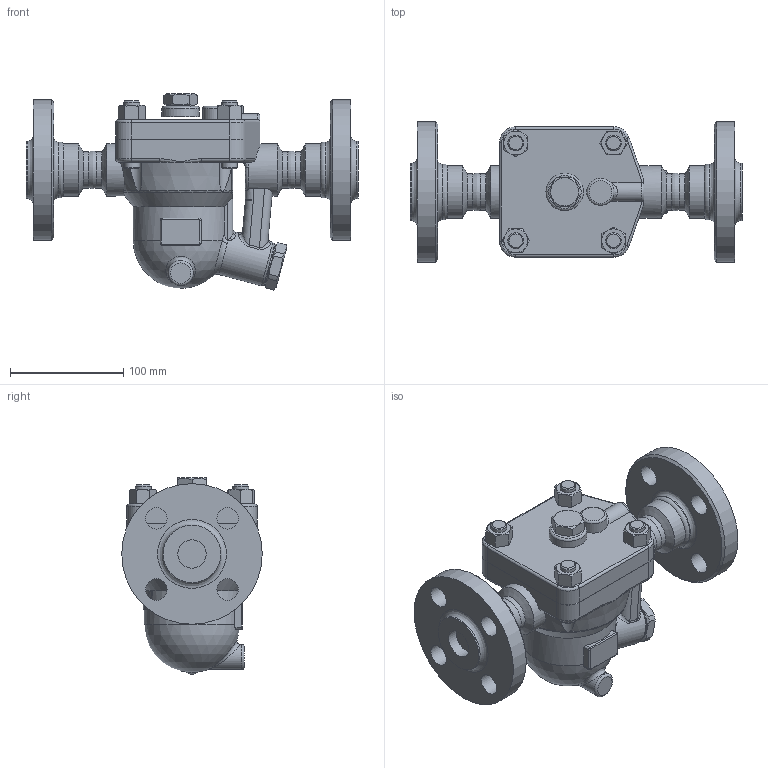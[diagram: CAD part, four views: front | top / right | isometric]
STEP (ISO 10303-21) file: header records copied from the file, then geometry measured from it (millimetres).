
FILE_DESCRIPTION((''),'2;1');
FILE_NAME('j5slp-025-a0600-00.stp','2010-08-23T09:37:26',('nakaot'),(''),'Autodesk Inventor 2008','Autodesk Inventor 2008','');
FILE_SCHEMA(('AUTOMOTIVE_DESIGN { 1 0 10303 214 1 1 1 1 }'));
Length unit declared in the file: millimetre
Products named in the file (1): j5slp-025-a0600-00
Bounding box: 293 x 124 x 173.12 mm (x, y, z)
Volume: 1900251 mm3; surface area: 191286.8 mm2
Topology: 2 solids, 3 shells, 360 faces, 867 edges, 543 vertices
Faces by surface type: plane 117, cylinder 92, bspline 81, cone 51, torus 18, sphere 1
Full cylindrical faces by diameter (mm): 14 x12, 19 x4, 21 x1, 22 x1, 24 x1, 25 x1, 31.912 x1, 32 x2, 33 x1, 38 x1, 40 x1, 46 x3, 49 x1, 50.8 x1, 80 x1, 124 x1
Entity records: 20902 total; most frequent: CARTESIAN_POINT 13438, ORIENTED_EDGE 1536, DIRECTION 1422, EDGE_CURVE 768, AXIS2_PLACEMENT_3D 601, VERTEX_POINT 522, EDGE_LOOP 494, FACE_OUTER_BOUND 358
